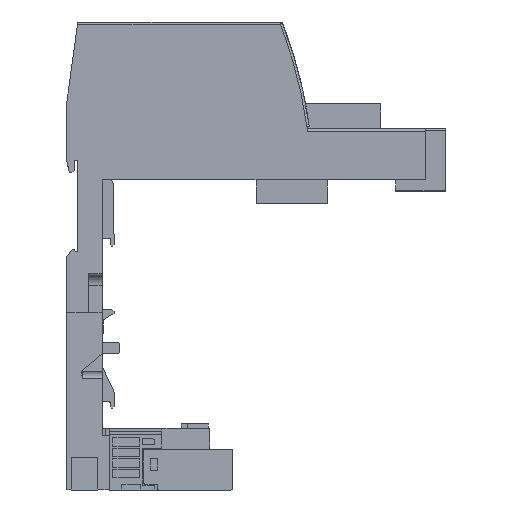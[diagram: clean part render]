
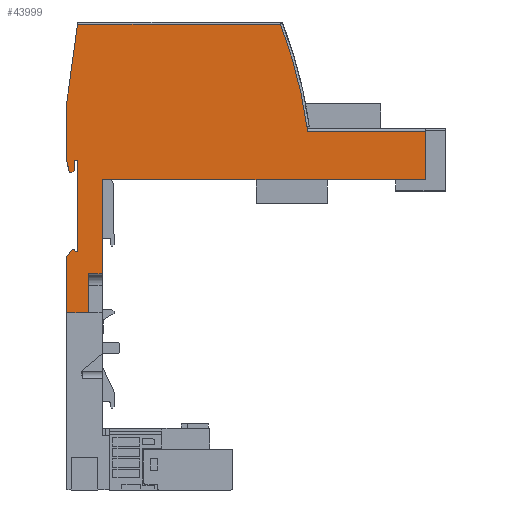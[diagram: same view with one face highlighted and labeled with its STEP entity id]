
A CAD part, left-side view. The second image highlights one B-rep face of the part: STEP entity #43999.
In plain terms, the highlighted planar face has unit normal (-1, 0, 0).
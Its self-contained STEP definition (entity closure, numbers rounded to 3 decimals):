
#16045=EDGE_CURVE('',#20457,#35643,#47732,.T.);
#16923=VERTEX_POINT('',#48678);
#17349=VERTEX_POINT('',#49149);
#18645=EDGE_CURVE('',#29757,#41997,#50563,.T.);
#19373=VERTEX_POINT('',#51359);
#20457=VERTEX_POINT('',#52560);
#20597=EDGE_CURVE('',#25647,#20619,#52713,.T.);
#20619=VERTEX_POINT('',#52736);
#20783=VERTEX_POINT('',#52910);
#21193=VERTEX_POINT('',#53350);
#21545=VERTEX_POINT('',#53734);
#21905=VERTEX_POINT('',#54124);
#22337=EDGE_CURVE('',#27649,#21545,#54594,.T.);
#23083=EDGE_CURVE('',#41997,#34779,#55402,.T.);
#24789=VERTEX_POINT('',#57268);
#25079=EDGE_CURVE('',#21545,#16923,#57583,.T.);
#25163=EDGE_CURVE('',#30603,#34013,#57681,.T.);
#25545=EDGE_CURVE('',#31801,#21193,#58097,.T.);
#25647=VERTEX_POINT('',#58203);
#26061=EDGE_CURVE('',#38835,#41221,#58656,.T.);
#26731=EDGE_CURVE('',#36581,#35117,#59383,.T.);
#27163=EDGE_CURVE('',#16923,#42065,#59846,.T.);
#27359=VERTEX_POINT('',#60065);
#27649=VERTEX_POINT('',#60390);
#28315=EDGE_CURVE('',#35117,#25647,#61119,.T.);
#28833=EDGE_CURVE('',#24789,#29071,#61680,.T.);
#29071=VERTEX_POINT('',#61947);
#29123=EDGE_CURVE('',#19373,#39083,#62005,.T.);
#29461=EDGE_CURVE('',#20783,#19373,#62377,.T.);
#29757=VERTEX_POINT('',#62699);
#30603=VERTEX_POINT('',#63615);
#30867=EDGE_CURVE('',#34779,#38835,#63904,.T.);
#31251=VERTEX_POINT('',#64322);
#31329=EDGE_CURVE('',#41109,#31251,#64405,.T.);
#31801=VERTEX_POINT('',#64917);
#32161=VERTEX_POINT('',#65305);
#33443=EDGE_CURVE('',#21193,#27649,#66699,.T.);
#33495=VERTEX_POINT('',#66758);
#33561=EDGE_CURVE('',#31251,#20783,#66830,.T.);
#34013=VERTEX_POINT('',#67336);
#34481=EDGE_CURVE('',#39083,#17349,#67869,.T.);
#34749=EDGE_CURVE('',#41221,#21905,#68158,.T.);
#34779=VERTEX_POINT('',#68189);
#35117=VERTEX_POINT('',#68600);
#35643=VERTEX_POINT('',#69176);
#36581=VERTEX_POINT('',#70247);
#37385=EDGE_CURVE('',#34013,#24789,#71111,.T.);
#38567=EDGE_CURVE('',#35643,#41109,#72406,.T.);
#38835=VERTEX_POINT('',#72699);
#39083=VERTEX_POINT('',#72978);
#40629=EDGE_CURVE('',#21905,#31801,#74663,.T.);
#40889=EDGE_CURVE('',#29071,#27359,#74947,.T.);
#41109=VERTEX_POINT('',#75194);
#41221=VERTEX_POINT('',#75315);
#41997=VERTEX_POINT('',#76149);
#42065=VERTEX_POINT('',#76224);
#42945=EDGE_CURVE('',#27359,#36581,#77185,.T.);
#42981=EDGE_CURVE('',#17349,#33495,#77222,.T.);
#43999=ADVANCED_FACE('',(#78366),#78367,.T.);
#44197=EDGE_CURVE('',#32161,#30603,#78587,.T.);
#45829=EDGE_CURVE('',#42065,#20457,#80426,.T.);
#47073=EDGE_CURVE('',#20619,#29757,#81782,.T.);
#47475=EDGE_CURVE('',#33495,#32161,#82222,.T.);
#47732=LINE('',#82561,#82562);
#48678=CARTESIAN_POINT('',(-92.55,0.0,9.805));
#49149=CARTESIAN_POINT('',(-92.55,-75.252,75.4));
#50563=LINE('',#86771,#86772);
#51359=CARTESIAN_POINT('',(-92.55,-86.45,30.4));
#52560=CARTESIAN_POINT('',(-92.55,-64.9,9.8));
#52713=LINE('',#89942,#89943);
#52736=CARTESIAN_POINT('',(-92.55,10.4,18.));
#52910=CARTESIAN_POINT('',(-92.55,-136.3,30.4));
#53350=CARTESIAN_POINT('',(-92.55,5.8,-46.195));
#53734=CARTESIAN_POINT('',(-92.55,0.0,-29.9));
#54124=CARTESIAN_POINT('',(-92.55,15.,-22.491));
#54594=LINE('',#92749,#92750);
#55402=LINE('',#93929,#93930);
#57268=CARTESIAN_POINT('',(-92.55,13.842,12.7));
#57583=LINE('',#97084,#97085);
#57681=LINE('',#97222,#97223);
#58097=LINE('',#97855,#97856);
#58203=CARTESIAN_POINT('',(-92.55,11.842,18.));
#58656=LINE('',#98659,#98660);
#59383=LINE('',#99768,#99769);
#59846=LINE('',#100508,#100509);
#60065=CARTESIAN_POINT('',(-92.55,11.642,13.9));
#60390=CARTESIAN_POINT('',(-92.55,5.8,-29.9));
#61119=LINE('',#102294,#102295);
#61680=LINE('',#103162,#103163);
#61947=CARTESIAN_POINT('',(-92.55,12.842,12.7));
#62005=LINE('',#103626,#103627);
#62377=LINE('',#104160,#104161);
#62699=CARTESIAN_POINT('',(-92.55,10.4,-20.495));
#63615=CARTESIAN_POINT('',(-92.55,15.,42.205));
#63904=LINE('',#106484,#106485);
#64322=CARTESIAN_POINT('',(-92.55,-136.3,9.805));
#64405=LINE('',#107208,#107209);
#64917=CARTESIAN_POINT('',(-92.55,15.,-46.195));
#65305=CARTESIAN_POINT('',(-92.55,10.3,76.076));
#66699=LINE('',#110612,#110613);
#66758=CARTESIAN_POINT('',(-92.55,10.3,75.4));
#66830=LINE('',#110827,#110828);
#67336=CARTESIAN_POINT('',(-92.55,15.,17.986));
#67869=CIRCLE('',#112457,199.0);
#68158=LINE('',#112882,#112883);
#68189=CARTESIAN_POINT('',(-92.55,11.71,-19.495));
#68600=CARTESIAN_POINT('',(-92.55,11.842,15.4));
#69176=CARTESIAN_POINT('',(-92.55,-94.9,9.8));
#70247=CARTESIAN_POINT('',(-92.55,11.642,15.2));
#71111=LINE('',#117369,#117370);
#72406=LINE('',#119224,#119225);
#72699=CARTESIAN_POINT('',(-92.55,12.66,-19.495));
#72978=CARTESIAN_POINT('',(-92.55,-86.45,31.875));
#74663=LINE('',#122605,#122606);
#74947=LINE('',#123019,#123020);
#75194=CARTESIAN_POINT('',(-92.55,-94.9,9.805));
#75315=CARTESIAN_POINT('',(-92.55,15.,-22.491));
#76149=CARTESIAN_POINT('',(-92.55,11.442,-20.495));
#76224=CARTESIAN_POINT('',(-92.55,-64.9,9.805));
#77185=LINE('',#126349,#126350);
#77222=LINE('',#126408,#126409);
#78366=FACE_OUTER_BOUND('',#128144,.T.);
#78367=PLANE('',#128145);
#78587=LINE('',#128453,#128454);
#80426=LINE('',#131253,#131254);
#81782=LINE('',#133240,#133241);
#82222=LINE('',#133869,#133870);
#82561=CARTESIAN_POINT('',(-92.55,-51.766,9.8));
#82562=VECTOR('',#134168,1.0);
#86771=CARTESIAN_POINT('',(-92.55,-16.045,-20.495));
#86772=VECTOR('',#137017,1.0);
#89942=CARTESIAN_POINT('',(-92.55,-16.566,18.));
#89943=VECTOR('',#139285,1.0);
#92749=CARTESIAN_POINT('',(-92.55,-21.766,-29.9));
#92750=VECTOR('',#141067,1.0);
#93929=CARTESIAN_POINT('',(-92.55,15.092,-6.874));
#93930=VECTOR('',#141829,1.0);
#97084=CARTESIAN_POINT('',(-92.55,0.,-46.195));
#97085=VECTOR('',#144015,1.0);
#97222=CARTESIAN_POINT('',(-92.55,15.,42.205));
#97223=VECTOR('',#144171,1.0);
#97855=CARTESIAN_POINT('',(-92.55,15.,-46.195));
#97856=VECTOR('',#144596,1.0);
#98659=CARTESIAN_POINT('',(-92.55,-6.973,5.633));
#98660=VECTOR('',#145135,1.0);
#99768=CARTESIAN_POINT('',(-92.55,-0.261,3.297));
#99769=VECTOR('',#145819,1.0);
#100508=CARTESIAN_POINT('',(-92.55,0.0,9.805));
#100509=VECTOR('',#146216,1.0);
#102294=CARTESIAN_POINT('',(-92.55,11.842,20.181));
#102295=VECTOR('',#147537,1.0);
#103162=CARTESIAN_POINT('',(-92.55,-15.345,12.7));
#103163=VECTOR('',#148052,1.0);
#103626=CARTESIAN_POINT('',(-92.55,-86.45,27.112));
#103627=VECTOR('',#148448,1.0);
#104160=CARTESIAN_POINT('',(-92.55,-111.375,30.4));
#104161=VECTOR('',#148843,1.0);
#106484=CARTESIAN_POINT('',(-92.55,-15.436,-19.495));
#106485=VECTOR('',#150331,1.0);
#107208=CARTESIAN_POINT('',(-92.55,-94.9,9.805));
#107209=VECTOR('',#150791,1.0);
#110612=CARTESIAN_POINT('',(-92.55,5.8,-9.222));
#110613=VECTOR('',#153117,1.0);
#110827=CARTESIAN_POINT('',(-92.55,-136.3,9.805));
#110828=VECTOR('',#153254,1.0);
#112457=AXIS2_PLACEMENT_3D('',#154633,#154634,#154635);
#112882=CARTESIAN_POINT('',(-92.55,-10.766,-22.491));
#112883=VECTOR('',#154899,1.0);
#117369=CARTESIAN_POINT('',(-92.55,13.539,11.315));
#117370=VECTOR('',#158437,1.0);
#119224=CARTESIAN_POINT('',(-92.55,-94.9,-0.195));
#119225=VECTOR('',#159750,1.0);
#122605=CARTESIAN_POINT('',(-92.55,15.,42.205));
#122606=VECTOR('',#162032,1.0);
#123019=CARTESIAN_POINT('',(-92.55,-4.267,29.809));
#123020=VECTOR('',#162316,1.0);
#126349=CARTESIAN_POINT('',(-92.55,11.642,18.781));
#126350=VECTOR('',#164537,1.0);
#126408=CARTESIAN_POINT('',(-92.55,-63.0,75.4));
#126409=VECTOR('',#164561,1.0);
#128144=EDGE_LOOP('',(#165950,#165951,#165952,#165953,#165954,#165955,#165956,#165957,#165958,#165959,#165960,#165961,#165962,#165963,#165964,#165965,#165966,#165967,#165968,#165969,#165970,#165971,#165972,#165973,#165974,#165975,#165976,#165977,#165978,#165979,#165980));
#128145=AXIS2_PLACEMENT_3D('',#165981,#165982,#165983);
#128453=CARTESIAN_POINT('',(-92.55,10.254,76.405));
#128454=VECTOR('',#166228,1.0);
#131253=CARTESIAN_POINT('',(-92.55,-64.9,9.805));
#131254=VECTOR('',#168299,1.0);
#133240=CARTESIAN_POINT('',(-92.55,10.4,0.933));
#133241=VECTOR('',#169763,1.0);
#133869=CARTESIAN_POINT('',(-92.55,10.3,49.612));
#133870=VECTOR('',#170191,1.0);
#134168=DIRECTION('',(0.0,-1.0,0.0));
#137017=DIRECTION('',(0.0,1.0,0.0));
#139285=DIRECTION('',(0.0,-1.0,0.0));
#141067=DIRECTION('',(0.0,-1.0,0.0));
#141829=DIRECTION('',(0.0,0.259,0.966));
#144015=DIRECTION('',(0.0,0.,1.0));
#144171=DIRECTION('',(0.0,0.0,-1.0));
#144596=DIRECTION('',(0.0,-1.0,0.0));
#145135=DIRECTION('',(0.0,0.616,-0.788));
#145819=DIRECTION('',(0.0,0.707,0.707));
#146216=DIRECTION('',(0.0,-1.0,0.0));
#147537=DIRECTION('',(0.0,0.0,1.0));
#148052=DIRECTION('',(0.0,-1.0,0.0));
#148448=DIRECTION('',(0.0,0.0,1.0));
#148843=DIRECTION('',(0.0,1.0,0.0));
#150331=DIRECTION('',(0.0,1.0,0.0));
#150791=DIRECTION('',(0.0,-1.0,0.0));
#153117=DIRECTION('',(0.0,0.0,1.0));
#153254=DIRECTION('',(0.0,0.0,1.0));
#154633=CARTESIAN_POINT('',(-92.55,110.64,4.37));
#154634=DIRECTION('',(-1.0,0.0,0.0));
#154635=DIRECTION('',(0.0,-0.991,0.135));
#154899=DIRECTION('',(0.0,1.0,0.0));
#158437=DIRECTION('',(0.0,-0.214,-0.977));
#159750=DIRECTION('',(0.0,0.0,1.0));
#162032=DIRECTION('',(0.0,0.0,-1.0));
#162316=DIRECTION('',(0.0,-0.707,0.707));
#164537=DIRECTION('',(0.0,0.0,1.0));
#164561=DIRECTION('',(0.0,1.0,0.0));
#165950=ORIENTED_EDGE('',*,*,#16045,.T.);
#165951=ORIENTED_EDGE('',*,*,#38567,.T.);
#165952=ORIENTED_EDGE('',*,*,#31329,.T.);
#165953=ORIENTED_EDGE('',*,*,#33561,.T.);
#165954=ORIENTED_EDGE('',*,*,#29461,.T.);
#165955=ORIENTED_EDGE('',*,*,#29123,.T.);
#165956=ORIENTED_EDGE('',*,*,#34481,.T.);
#165957=ORIENTED_EDGE('',*,*,#42981,.T.);
#165958=ORIENTED_EDGE('',*,*,#47475,.T.);
#165959=ORIENTED_EDGE('',*,*,#44197,.T.);
#165960=ORIENTED_EDGE('',*,*,#25163,.T.);
#165961=ORIENTED_EDGE('',*,*,#37385,.T.);
#165962=ORIENTED_EDGE('',*,*,#28833,.T.);
#165963=ORIENTED_EDGE('',*,*,#40889,.T.);
#165964=ORIENTED_EDGE('',*,*,#42945,.T.);
#165965=ORIENTED_EDGE('',*,*,#26731,.T.);
#165966=ORIENTED_EDGE('',*,*,#28315,.T.);
#165967=ORIENTED_EDGE('',*,*,#20597,.T.);
#165968=ORIENTED_EDGE('',*,*,#47073,.T.);
#165969=ORIENTED_EDGE('',*,*,#18645,.T.);
#165970=ORIENTED_EDGE('',*,*,#23083,.T.);
#165971=ORIENTED_EDGE('',*,*,#30867,.T.);
#165972=ORIENTED_EDGE('',*,*,#26061,.T.);
#165973=ORIENTED_EDGE('',*,*,#34749,.T.);
#165974=ORIENTED_EDGE('',*,*,#40629,.T.);
#165975=ORIENTED_EDGE('',*,*,#25545,.T.);
#165976=ORIENTED_EDGE('',*,*,#33443,.T.);
#165977=ORIENTED_EDGE('',*,*,#22337,.T.);
#165978=ORIENTED_EDGE('',*,*,#25079,.T.);
#165979=ORIENTED_EDGE('',*,*,#27163,.T.);
#165980=ORIENTED_EDGE('',*,*,#45829,.T.);
#165981=CARTESIAN_POINT('',(-92.55,-43.532,22.362));
#165982=DIRECTION('',(-1.0,0.0,0.0));
#165983=DIRECTION('',(0.0,-1.0,0.0));
#166228=DIRECTION('',(0.0,0.137,-0.991));
#168299=DIRECTION('',(0.0,0.0,-1.0));
#169763=DIRECTION('',(0.0,0.0,-1.0));
#170191=DIRECTION('',(0.0,0.0,1.0));
